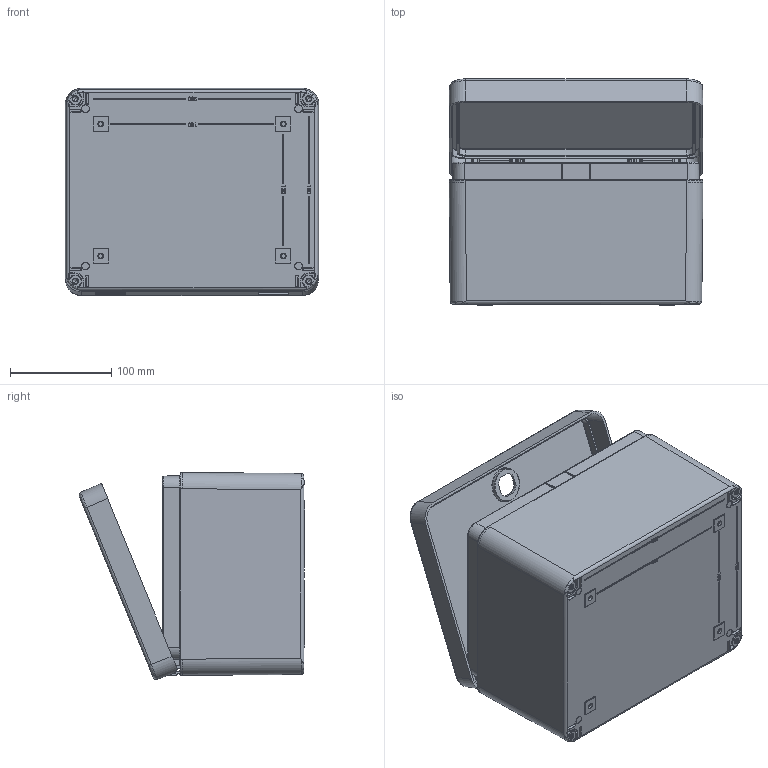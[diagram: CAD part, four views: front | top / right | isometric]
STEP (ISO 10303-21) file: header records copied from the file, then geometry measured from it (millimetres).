
FILE_DESCRIPTION (( 'STEP AP214' ), '1' );
FILE_NAME ('22202590.STEP', '2008-12-05T09:02:28', ( ' ' ), ( '' ), 'SwSTEP 2.0', 'SolidWorks 2008', '' );
FILE_SCHEMA (( 'AUTOMOTIVE_DESIGN' ));
Length unit declared in the file: millimetre
Products named in the file (8): 37510_Standard; 51711_Standard; 86208_Standard; 34510_Standard; 94406_Standard; 95035_Standard; 82076_Standard; 22202590
Assembly tree (18 placements, depth 3):
  22202590
    34510_Standard
    51711_Standard
      94406_Standard  x4
      86208_Standard  x8
      37510_Standard
    95035_Standard  x2
    82076_Standard
Bounding box: 250.04 x 222.6 x 204.07 mm (x, y, z)
Volume: 658717.5 mm3; surface area: 515059.1 mm2
Topology: 17 solids, 17 shells, 2264 faces, 5366 edges, 3059 vertices
Faces by surface type: cylinder 646, bspline 564, plane 520, cone 206, torus 194, sphere 134
Entity records: 75191 total; most frequent: CARTESIAN_POINT 33980, ORIENTED_EDGE 9422, DIRECTION 7483, EDGE_CURVE 4711, AXIS2_PLACEMENT_3D 2819, VERTEX_POINT 2772, EDGE_LOOP 2115, ADVANCED_FACE 2016
